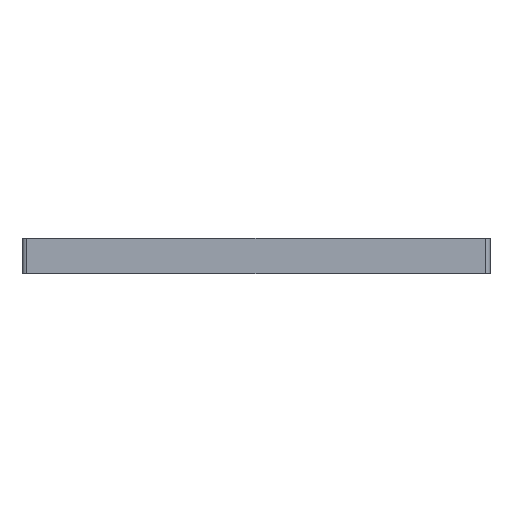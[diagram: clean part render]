
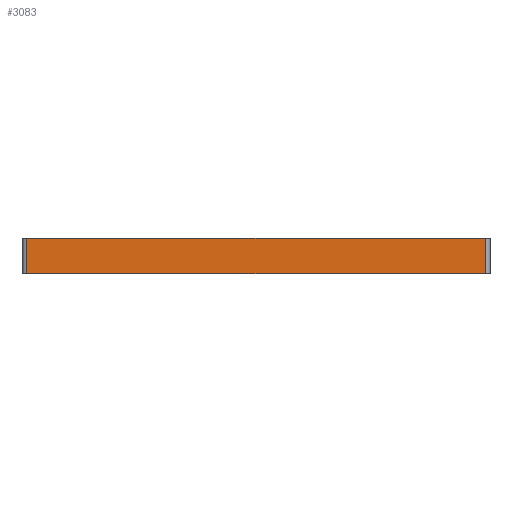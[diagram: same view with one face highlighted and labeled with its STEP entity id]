
A CAD part, front view. The second image highlights one B-rep face of the part: STEP entity #3083.
In plain terms, the highlighted planar face has unit normal (0, -1, 0).
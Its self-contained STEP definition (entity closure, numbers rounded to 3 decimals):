
#139=FACE_OUTER_BOUND('',#279,.T.);
#279=EDGE_LOOP('',(#2359,#2360,#2361,#2362));
#550=LINE('',#4365,#962);
#557=LINE('',#4389,#969);
#595=LINE('',#4470,#1007);
#596=LINE('',#4472,#1008);
#962=VECTOR('',#3502,19.6);
#969=VECTOR('',#3523,19.6);
#1007=VECTOR('',#3579,1.5);
#1008=VECTOR('',#3582,1.5);
#1391=VERTEX_POINT('',#4362);
#1392=VERTEX_POINT('',#4364);
#1401=VERTEX_POINT('',#4386);
#1402=VERTEX_POINT('',#4388);
#1770=EDGE_CURVE('',#1391,#1392,#550,.T.);
#1782=EDGE_CURVE('',#1401,#1402,#557,.T.);
#1823=EDGE_CURVE('',#1402,#1391,#595,.T.);
#1824=EDGE_CURVE('',#1392,#1401,#596,.T.);
#2359=ORIENTED_EDGE('',*,*,#1824,.F.);
#2360=ORIENTED_EDGE('',*,*,#1770,.F.);
#2361=ORIENTED_EDGE('',*,*,#1823,.F.);
#2362=ORIENTED_EDGE('',*,*,#1782,.F.);
#2983=PLANE('',#3231);
#3083=ADVANCED_FACE('',(#139),#2983,.T.);
#3231=AXIS2_PLACEMENT_3D('',#4471,#3580,#3581);
#3502=DIRECTION('',(-1.,0.,0.));
#3523=DIRECTION('',(1.,0.,0.));
#3579=DIRECTION('',(0.,0.,-1.));
#3580=DIRECTION('center_axis',(0.,-1.,0.));
#3581=DIRECTION('ref_axis',(0.,0.,-1.));
#3582=DIRECTION('',(0.,0.,1.));
#4362=CARTESIAN_POINT('',(19.8,0.,-0.75));
#4364=CARTESIAN_POINT('',(0.2,0.,-0.75));
#4365=CARTESIAN_POINT('',(19.8,0.,-0.75));
#4386=CARTESIAN_POINT('',(0.2,0.,0.75));
#4388=CARTESIAN_POINT('',(19.8,0.,0.75));
#4389=CARTESIAN_POINT('',(0.2,0.,0.75));
#4470=CARTESIAN_POINT('',(19.8,0.,0.75));
#4471=CARTESIAN_POINT('Origin',(20.,0.,0.));
#4472=CARTESIAN_POINT('',(0.2,0.,-0.75));
